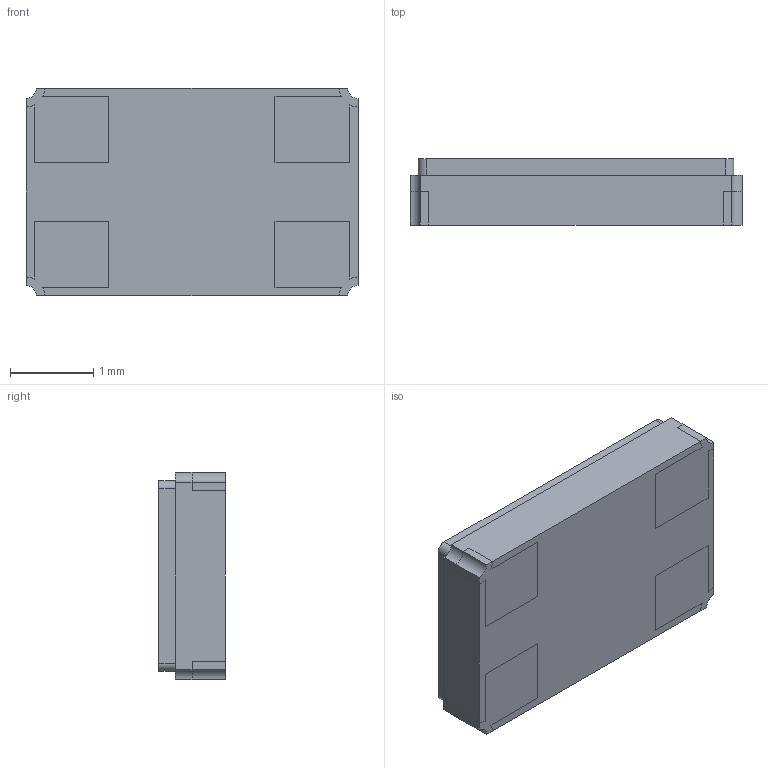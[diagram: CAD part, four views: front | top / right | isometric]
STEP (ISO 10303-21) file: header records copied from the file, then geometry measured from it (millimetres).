
FILE_DESCRIPTION (( 'STEP AP214' ), '1' );
FILE_NAME ('ECX-42.STEP', '2017-12-05T11:36:54', ( '' ), ( '' ), 'SwSTEP 2.0', 'SolidWorks 2017', '' );
FILE_SCHEMA (( 'AUTOMOTIVE_DESIGN' ));
Length unit declared in the file: millimetre
Products named in the file (1): ECX-42
Bounding box: 4 x 0.8 x 2.5 mm (x, y, z)
Volume: 7.7 mm3; surface area: 81.6 mm2
Topology: 7 solids, 7 shells, 111 faces, 288 edges, 192 vertices
Faces by surface type: plane 75, cylinder 36
Entity records: 3482 total; most frequent: CARTESIAN_POINT 592, DIRECTION 584, ORIENTED_EDGE 576, EDGE_CURVE 288, LINE 216, VECTOR 216, VERTEX_POINT 192, AXIS2_PLACEMENT_3D 184
